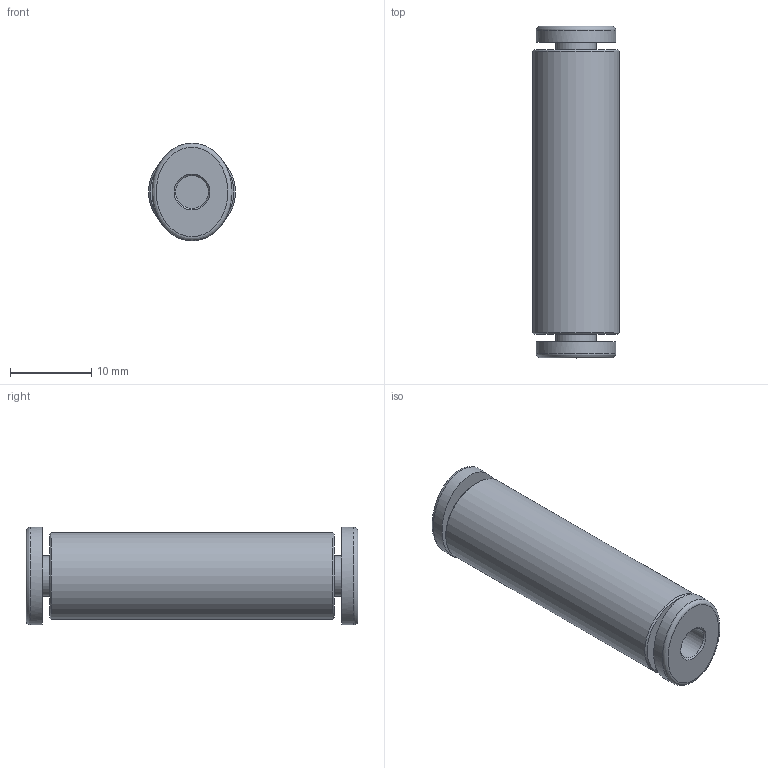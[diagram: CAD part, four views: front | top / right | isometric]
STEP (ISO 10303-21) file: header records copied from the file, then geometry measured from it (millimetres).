
FILE_DESCRIPTION(/* description */ ('Unknown'),/* implementation_level */ '2;1');
FILE_NAME(/* name */ 'CP3.04',/* time_stamp */ '2022-08-26T11:37:13-04:00',/* author */ ('Unknown'),/* organization */ ('Unknown'),/* preprocessor_version */ 'ST-DEVELOPER v18.1',/* originating_system */ 'Solid Edge',/* authorisation */ 'Unknown');
FILE_SCHEMA (('AUTOMOTIVE_DESIGN {1 0 10303 214 3 1 1}'));
Length unit declared in the file: millimetre
Products named in the file (1): CP3.04
Bounding box: 10.7 x 40.8 x 12 mm (x, y, z)
Volume: 3294.3 mm3; surface area: 2038.3 mm2
Topology: 1 solids, 1 shells, 21 faces, 37 edges, 24 vertices
Faces by surface type: plane 8, cylinder 5, bspline 4, cone 4
Full cylindrical faces by diameter (mm): 4 x2, 5 x2, 10.7 x1
Entity records: 644 total; most frequent: CARTESIAN_POINT 288, DIRECTION 68, ORIENTED_EDGE 40, EDGE_LOOP 40, FACE_BOUND 40, AXIS2_PLACEMENT_3D 34, ADVANCED_FACE 21, EDGE_CURVE 20
